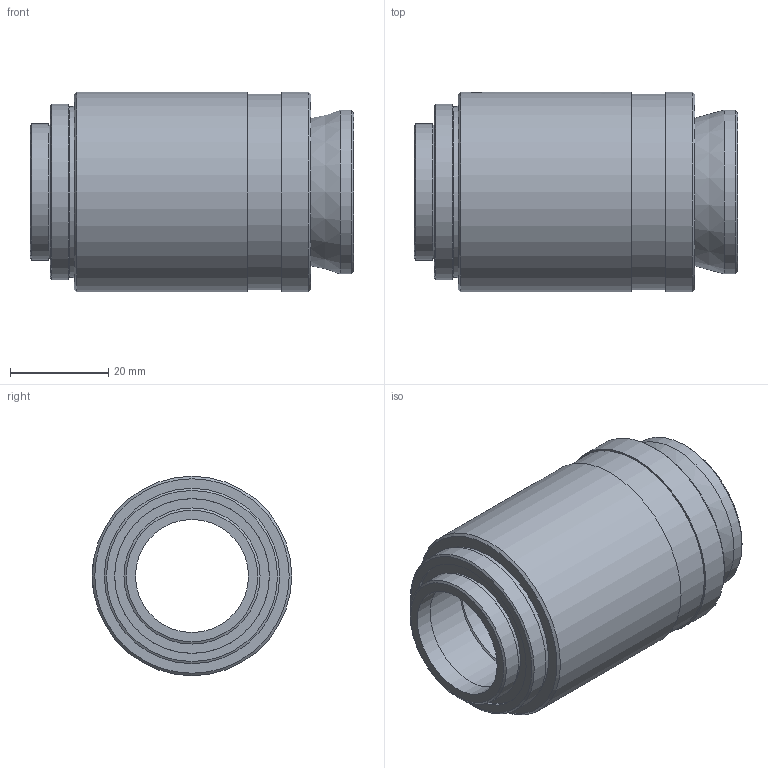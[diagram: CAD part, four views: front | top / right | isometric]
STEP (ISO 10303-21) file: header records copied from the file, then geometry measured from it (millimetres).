
FILE_DESCRIPTION((''),'2;1');
FILE_NAME('51820_OL.stp','2011-07-21T09:26:04',('Cannarozzo'),(''),'Autodesk Inventor 2011','Autodesk Inventor 2011','');
FILE_SCHEMA(('AUTOMOTIVE_DESIGN { 1 0 10303 214 1 1 1 1 }'));
Length unit declared in the file: inch
Products named in the file (5): Assembly1 (LevelofDetail1); 51820 (~1); 51821; 51809; 7253
Assembly tree (4 placements, depth 3):
  Assembly1 (LevelofDetail1)
    51820 (~1)
      51821
      51809
      7253
Bounding box: 65.89 x 40.64 x 40.64 mm (x, y, z)
Volume: 39749.1 mm3; surface area: 20343.3 mm2
Topology: 3 solids, 3 shells, 60 faces, 115 edges, 69 vertices
Faces by surface type: plane 22, cylinder 21, cone 17
Full cylindrical faces by diameter (mm): 3.302 x1, 4.166 x1, 23.012 x1, 25.025 x1, 26.607 x1, 26.789 x1, 26.975 x1, 27.368 x1, 27.734 x1, 29.299 x1, 29.401 x1, 30.153 x1, 30.163 x1, 31.496 x1, 31.521 x1, 33.325 x1, 34.853 x1, 35.712 x1, 39.878 x1, 40.64 x2
Entity records: 1508 total; most frequent: CARTESIAN_POINT 275, DIRECTION 258, ORIENTED_EDGE 144, AXIS2_PLACEMENT_3D 120, EDGE_LOOP 114, EDGE_CURVE 72, VERTEX_POINT 66, FACE_OUTER_BOUND 60
